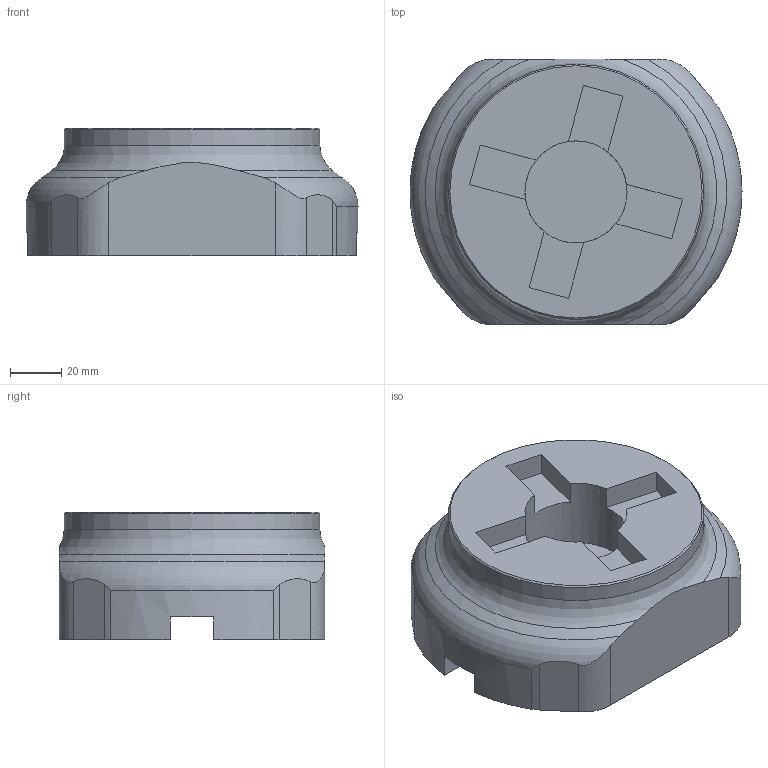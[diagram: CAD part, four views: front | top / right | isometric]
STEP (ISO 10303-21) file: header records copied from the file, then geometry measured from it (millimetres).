
FILE_DESCRIPTION(/* description */ (''),/* implementation_level */ '2;1');
FILE_NAME(/* name */ '1545117832796.stp',/* time_stamp */ '2018-12-18T08:24:08+01:00',/* author */ (''),/* organization */ ('SMS'),/* preprocessor_version */ 'ST-DEVELOPER v15',/* originating_system */ 'SIEMENS PLM Software NX 8.5',/* authorisation */ '');
FILE_SCHEMA (('AUTOMOTIVE_DESIGN { 1 0 10303 214 3 1 1 1 }'));
Length unit declared in the file: millimetre
Products named in the file (1): 111165589mod000_01
Bounding box: 130 x 104 x 50 mm (x, y, z)
Volume: 452216.4 mm3; surface area: 46573 mm2
Topology: 1 solids, 1 shells, 47 faces, 131 edges, 91 vertices
Faces by surface type: plane 29, cylinder 12, torus 3, cone 3
Full cylindrical faces by diameter (mm): 40 x1, 100 x1
Entity records: 1618 total; most frequent: CARTESIAN_POINT 382, ORIENTED_EDGE 248, DIRECTION 238, EDGE_CURVE 124, VERTEX_POINT 84, AXIS2_PLACEMENT_3D 84, LINE 70, VECTOR 70
